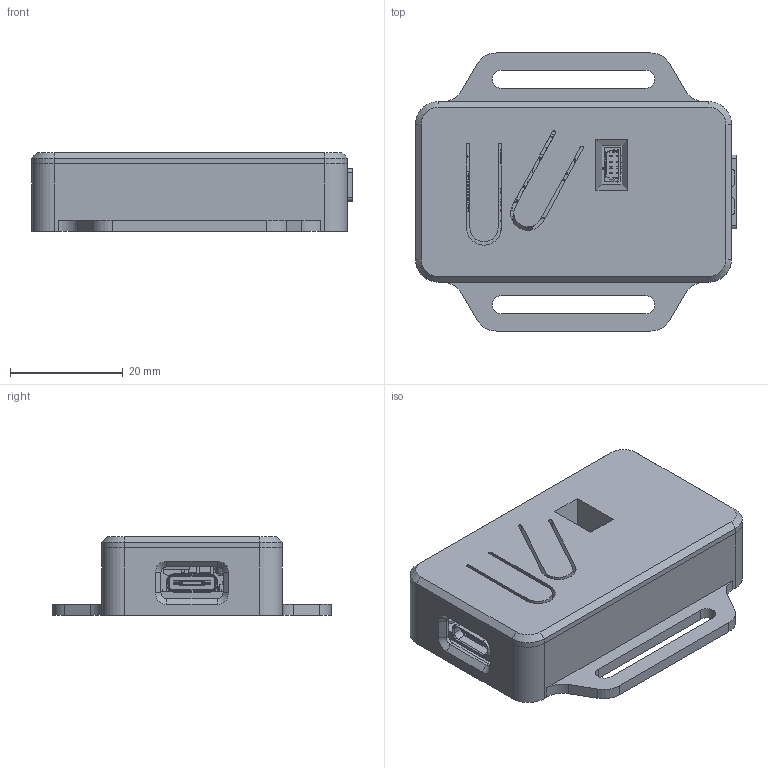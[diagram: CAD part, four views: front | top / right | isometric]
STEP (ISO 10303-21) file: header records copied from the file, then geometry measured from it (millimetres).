
FILE_DESCRIPTION(/* description */ ('','CAx-IF Rec.Pracs.---Representation and Presentation of Product Manufacturing Information (PMI)---4.0---2014-10-13'),/* implementation_level */ '2;1');
FILE_NAME(/* name */ 'Feather USB Host Case SLA v3.step',/* time_stamp */ '2025-01-22T17:06:11-05:00',/* author */ (''),/* organization */ (''),/* preprocessor_version */ 'ST-DEVELOPER v20',/* originating_system */ 'Autodesk Translation Framework v13.20.0.188',/* authorisation */ '');
FILE_SCHEMA (('AP242_MANAGED_MODEL_BASED_3D_ENGINEERING_MIM_LF { 1 0 10303 442 1 1 4 }'));
Products named in the file (26): Feather USB Host Case SLA; Enclosure; FUSBH-case; FUSBH-cover; Feather RP2040 USB Host rev A; PCB Component; Board; FUSE; GREEN; 10K; RKB2; RT9080-3.3; JSTPH; MCP73831T-2ACI/OT; WS2812B_SK6805_1515; 8MB QSPI; PMEG2020AEA; DMG3415UFY; USB Type C; RP2040_QFN56; 12MHz/12pF; 1N5819; STEMMA_I2C_QTRA; USB A; TPS61023; 1uH
Assembly tree (70 placements, depth 4):
  Feather USB Host Case SLA
    Enclosure
      FUSBH-case
      FUSBH-cover
    Feather RP2040 USB Host rev A
      PCB Component
        Board
        FUSE  x9
        GREEN  x3
        10K  x35
        RKB2  x2
        RT9080-3.3
        JSTPH
        MCP73831T-2ACI/OT
        WS2812B_SK6805_1515
        8MB QSPI
        PMEG2020AEA
        DMG3415UFY
        USB Type C
        RP2040_QFN56
        12MHz/12pF
        1N5819
        STEMMA_I2C_QTRA
        USB A
        TPS61023
        1uH
Bounding box: 56.88 x 49.32 x 14 mm (x, y, z)
Volume: 12741 mm3; surface area: 19070.2 mm2
Topology: 188 solids, 192 shells, 3412 faces, 8589 edges, 5587 vertices
Faces by surface type: plane 2604, cylinder 682, bspline 79, cone 21, torus 20, sphere 6
Full cylindrical faces by diameter (mm): 0.15 x1, 0.3 x49, 0.35 x5, 0.381 x4, 0.394 x4, 0.4 x67, 0.5 x2, 0.65 x2, 1 x28, 1.18 x2, 1.5 x2, 2 x2, 2.3 x4, 2.5 x2, 2.54 x2, 4 x1, 5.5 x4
Entity records: 82373 total; most frequent: CARTESIAN_POINT 15950, ORIENTED_EDGE 13380, DIRECTION 13056, EDGE_CURVE 6690, LINE 5182, VECTOR 5182, VERTEX_POINT 4325, AXIS2_PLACEMENT_3D 3937
